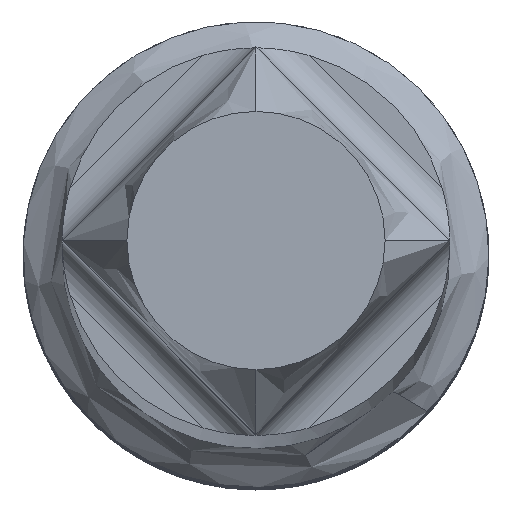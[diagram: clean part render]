
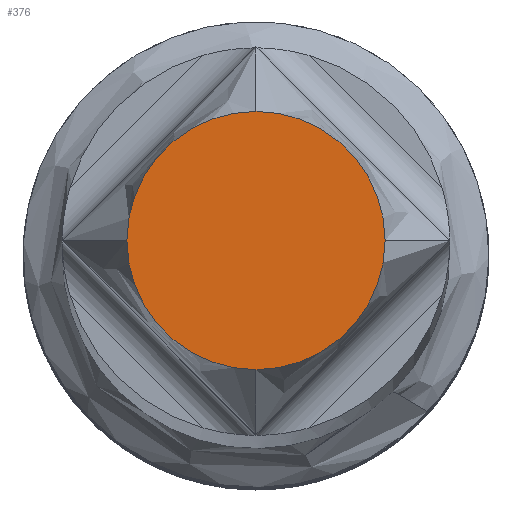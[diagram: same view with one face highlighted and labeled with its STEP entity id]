
A CAD part, top view. The second image highlights one B-rep face of the part: STEP entity #376.
In plain terms, the highlighted planar face has unit normal (0, 0, 1).
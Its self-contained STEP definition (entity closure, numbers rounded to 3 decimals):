
#27=PLANE('',#407);
#54=FACE_OUTER_BOUND('',#79,.T.);
#79=EDGE_LOOP('',(#329,#330,#331,#332));
#90=CIRCLE('',#408,2.);
#91=CIRCLE('',#409,2.);
#92=CIRCLE('',#410,2.);
#93=CIRCLE('',#411,2.);
#189=VERTEX_POINT('',#3953);
#190=VERTEX_POINT('',#3954);
#191=VERTEX_POINT('',#3956);
#192=VERTEX_POINT('',#3958);
#237=EDGE_CURVE('',#189,#190,#90,.T.);
#238=EDGE_CURVE('',#191,#189,#91,.T.);
#239=EDGE_CURVE('',#192,#191,#92,.T.);
#240=EDGE_CURVE('',#190,#192,#93,.T.);
#329=ORIENTED_EDGE('',*,*,#237,.F.);
#330=ORIENTED_EDGE('',*,*,#238,.F.);
#331=ORIENTED_EDGE('',*,*,#239,.F.);
#332=ORIENTED_EDGE('',*,*,#240,.F.);
#376=ADVANCED_FACE('',(#54),#27,.T.);
#407=AXIS2_PLACEMENT_3D('',#3952,#486,#487);
#408=AXIS2_PLACEMENT_3D('',#3955,#488,#489);
#409=AXIS2_PLACEMENT_3D('',#3957,#490,#491);
#410=AXIS2_PLACEMENT_3D('',#3959,#492,#493);
#411=AXIS2_PLACEMENT_3D('',#3960,#494,#495);
#486=DIRECTION('center_axis',(0.,0.,1.));
#487=DIRECTION('ref_axis',(1.,0.,0.));
#488=DIRECTION('center_axis',(0.,0.,-1.));
#489=DIRECTION('ref_axis',(-1.,0.,0.));
#490=DIRECTION('center_axis',(0.,0.,-1.));
#491=DIRECTION('ref_axis',(-1.,0.,0.));
#492=DIRECTION('center_axis',(0.,0.,-1.));
#493=DIRECTION('ref_axis',(-1.,0.,0.));
#494=DIRECTION('center_axis',(0.,0.,-1.));
#495=DIRECTION('ref_axis',(-1.,0.,0.));
#3952=CARTESIAN_POINT('Origin',(0.,26.,176.));
#3953=CARTESIAN_POINT('',(0.,24.,176.));
#3954=CARTESIAN_POINT('',(-2.,26.,176.));
#3955=CARTESIAN_POINT('Origin',(0.,26.,176.));
#3956=CARTESIAN_POINT('',(2.,26.,176.));
#3957=CARTESIAN_POINT('Origin',(0.,26.,176.));
#3958=CARTESIAN_POINT('',(0.,28.,176.));
#3959=CARTESIAN_POINT('Origin',(0.,26.,176.));
#3960=CARTESIAN_POINT('Origin',(0.,26.,176.));
